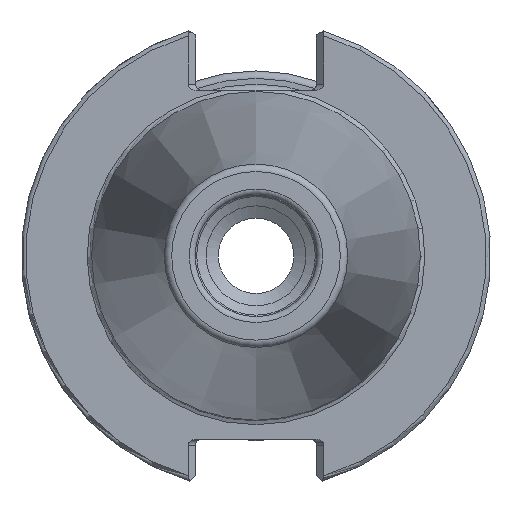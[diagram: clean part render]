
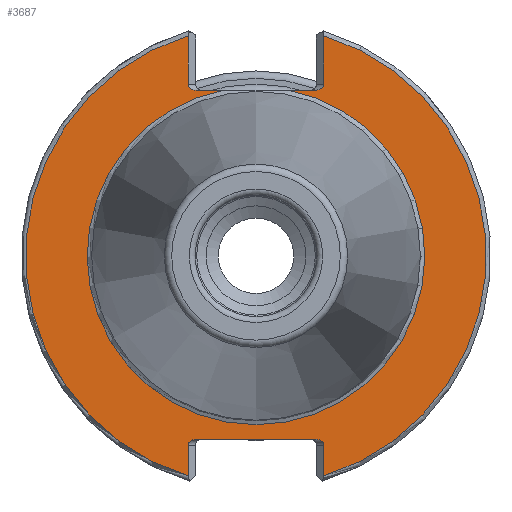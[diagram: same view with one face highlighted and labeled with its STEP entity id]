
A CAD part, left-side view. The second image highlights one B-rep face of the part: STEP entity #3687.
In plain terms, the highlighted planar face has unit normal (-1, 0, 0).
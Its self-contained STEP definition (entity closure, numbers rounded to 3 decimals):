
#30 = ORIENTED_EDGE ( 'NONE', *, *, #329, .F. ) ;
#83 = VERTEX_POINT ( 'NONE', #109 ) ;
#109 = CARTESIAN_POINT ( 'NONE',  ( 3.175, -9.18, 29.767 ) ) ;
#110 = CARTESIAN_POINT ( 'NONE',  ( 3.175, 8.711, -24.8 ) ) ;
#120 = CARTESIAN_POINT ( 'NONE',  ( 3.175, 9.18, -25.6 ) ) ;
#141 = VERTEX_POINT ( 'NONE', #504 ) ;
#149 = CARTESIAN_POINT ( 'NONE',  ( 3.175, 8.049, -24.8 ) ) ;
#217 = VECTOR ( 'NONE', #2207, 1000. ) ;
#286 = DIRECTION ( 'NONE',  ( 0., 0., 1. ) ) ;
#306 =( BOUNDED_CURVE ( )  B_SPLINE_CURVE ( 3, ( #414, #711, #110, #149 ),
 .UNSPECIFIED., .F., .T. ) 
 B_SPLINE_CURVE_WITH_KNOTS ( ( 4, 4 ),
 ( 3.142, 4.712 ),
 .UNSPECIFIED. ) 
 CURVE ( )  GEOMETRIC_REPRESENTATION_ITEM ( )  RATIONAL_B_SPLINE_CURVE ( ( 1., 0.805, 0.805, 1. ) ) 
 REPRESENTATION_ITEM ( '' )  );
#314 = EDGE_CURVE ( 'NONE', #506, #3546, #3923, .T. ) ;
#329 = EDGE_CURVE ( 'NONE', #506, #638, #1236, .T. ) ;
#330 = VERTEX_POINT ( 'NONE', #718 ) ;
#366 = CARTESIAN_POINT ( 'NONE',  ( 3.175, 9.18, -31.75 ) ) ;
#383 = ORIENTED_EDGE ( 'NONE', *, *, #1040, .F. ) ;
#414 = CARTESIAN_POINT ( 'NONE',  ( 3.175, 9.18, -25.6 ) ) ;
#484 = VECTOR ( 'NONE', #747, 1000. ) ;
#488 = VECTOR ( 'NONE', #2165, 1000. ) ;
#504 = CARTESIAN_POINT ( 'NONE',  ( 3.175, -9.18, -25.6 ) ) ;
#506 = VERTEX_POINT ( 'NONE', #2090 ) ;
#559 = EDGE_CURVE ( 'NONE', #1360, #83, #1282, .T. ) ;
#624 = PLANE ( 'NONE',  #2422 ) ;
#630 = DIRECTION ( 'NONE',  ( -1., 0., 0. ) ) ;
#638 = VERTEX_POINT ( 'NONE', #1879 ) ;
#711 = CARTESIAN_POINT ( 'NONE',  ( 3.175, 9.18, -25.131 ) ) ;
#718 = CARTESIAN_POINT ( 'NONE',  ( 3.175, -9.18, 23.2 ) ) ;
#747 = DIRECTION ( 'NONE',  ( 0., 1., 0. ) ) ;
#799 = VERTEX_POINT ( 'NONE', #1329 ) ;
#847 = CARTESIAN_POINT ( 'NONE',  ( 3.175, -9.18, 23.2 ) ) ;
#874 = VECTOR ( 'NONE', #3012, 1000. ) ;
#877 = CARTESIAN_POINT ( 'NONE',  ( 3.175, -9.18, -31.75 ) ) ;
#889 = CARTESIAN_POINT ( 'NONE',  ( 3.175, -9.18, -25.131 ) ) ;
#942 = CARTESIAN_POINT ( 'NONE',  ( 3.175, -8.711, -24.8 ) ) ;
#981 = CARTESIAN_POINT ( 'NONE',  ( 3.175, 0., 0. ) ) ;
#1040 = EDGE_CURVE ( 'NONE', #330, #83, #2858, .T. ) ;
#1132 = DIRECTION ( 'NONE',  ( 0., -1., 0. ) ) ;
#1206 = ORIENTED_EDGE ( 'NONE', *, *, #3013, .T. ) ;
#1236 = LINE ( 'NONE', #1601, #217 ) ;
#1282 = CIRCLE ( 'NONE', #1844, 31.15 ) ;
#1329 = CARTESIAN_POINT ( 'NONE',  ( 3.175, -8.049, -24.8 ) ) ;
#1360 = VERTEX_POINT ( 'NONE', #2793 ) ;
#1374 = VERTEX_POINT ( 'NONE', #1545 ) ;
#1403 = VECTOR ( 'NONE', #1132, 1000. ) ;
#1440 = AXIS2_PLACEMENT_3D ( 'NONE', #2535, #1979, #3524 ) ;
#1468 =( BOUNDED_CURVE ( )  B_SPLINE_CURVE ( 3, ( #3706, #942, #889, #2744 ),
 .UNSPECIFIED., .F., .T. ) 
 B_SPLINE_CURVE_WITH_KNOTS ( ( 4, 4 ),
 ( 4.712, 6.283 ),
 .UNSPECIFIED. ) 
 CURVE ( )  GEOMETRIC_REPRESENTATION_ITEM ( )  RATIONAL_B_SPLINE_CURVE ( ( 1., 0.805, 0.805, 1. ) ) 
 REPRESENTATION_ITEM ( '' )  );
#1500 = CARTESIAN_POINT ( 'NONE',  ( 3.175, 9.18, 23.2 ) ) ;
#1532 = LINE ( 'NONE', #2555, #484 ) ;
#1545 = CARTESIAN_POINT ( 'NONE',  ( 3.175, 8.049, -24.8 ) ) ;
#1550 = DIRECTION ( 'NONE',  ( 0., 0., -1. ) ) ;
#1601 = CARTESIAN_POINT ( 'NONE',  ( 3.175, 9.18, 0. ) ) ;
#1712 = ORIENTED_EDGE ( 'NONE', *, *, #3113, .T. ) ;
#1720 = ORIENTED_EDGE ( 'NONE', *, *, #1928, .T. ) ;
#1767 = CARTESIAN_POINT ( 'NONE',  ( 3.175, 8.711, 22.4 ) ) ;
#1844 = AXIS2_PLACEMENT_3D ( 'NONE', #2803, #630, #286 ) ;
#1845 = DIRECTION ( 'NONE',  ( 1., 0., 0. ) ) ;
#1876 = VERTEX_POINT ( 'NONE', #3767 ) ;
#1879 = CARTESIAN_POINT ( 'NONE',  ( 3.175, 9.18, 23.2 ) ) ;
#1881 = ORIENTED_EDGE ( 'NONE', *, *, #2433, .T. ) ;
#1924 = VERTEX_POINT ( 'NONE', #3127 ) ;
#1928 = EDGE_CURVE ( 'NONE', #3546, #4025, #3669, .T. ) ;
#1933 = ORIENTED_EDGE ( 'NONE', *, *, #2418, .T. ) ;
#1961 =( BOUNDED_CURVE ( )  B_SPLINE_CURVE ( 3, ( #847, #3955, #2070, #2086 ),
 .UNSPECIFIED., .F., .F. ) 
 B_SPLINE_CURVE_WITH_KNOTS ( ( 4, 4 ),
 ( 3.142, 4.712 ),
 .UNSPECIFIED. ) 
 CURVE ( )  GEOMETRIC_REPRESENTATION_ITEM ( )  RATIONAL_B_SPLINE_CURVE ( ( 1., 0.805, 0.805, 1. ) ) 
 REPRESENTATION_ITEM ( '' )  );
#1968 = DIRECTION ( 'NONE',  ( 0., 1., 0. ) ) ;
#1979 = DIRECTION ( 'NONE',  ( -1., 0., 0. ) ) ;
#1998 = CARTESIAN_POINT ( 'NONE',  ( 3.175, 22.825, 22.4 ) ) ;
#2026 = CARTESIAN_POINT ( 'NONE',  ( 3.175, -9.18, -24.8 ) ) ;
#2032 = VECTOR ( 'NONE', #3083, 1000. ) ;
#2042 = AXIS2_PLACEMENT_3D ( 'NONE', #981, #3133, #3107 ) ;
#2070 = CARTESIAN_POINT ( 'NONE',  ( 3.175, -8.711, 22.4 ) ) ;
#2075 = VERTEX_POINT ( 'NONE', #3334 ) ;
#2086 = CARTESIAN_POINT ( 'NONE',  ( 3.175, -8.049, 22.4 ) ) ;
#2090 = CARTESIAN_POINT ( 'NONE',  ( 3.175, 9.18, 29.767 ) ) ;
#2129 = CARTESIAN_POINT ( 'NONE',  ( 3.175, 22.825, 0. ) ) ;
#2136 = CARTESIAN_POINT ( 'NONE',  ( 3.175, -9.18, 0. ) ) ;
#2165 = DIRECTION ( 'NONE',  ( 0., 0., 1. ) ) ;
#2190 = EDGE_CURVE ( 'NONE', #330, #1876, #1961, .T. ) ;
#2204 = ORIENTED_EDGE ( 'NONE', *, *, #559, .T. ) ;
#2207 = DIRECTION ( 'NONE',  ( 0., 0., -1. ) ) ;
#2383 = CARTESIAN_POINT ( 'NONE',  ( 3.175, 9.18, 22.731 ) ) ;
#2400 = VECTOR ( 'NONE', #1968, 1000. ) ;
#2418 = EDGE_CURVE ( 'NONE', #2075, #2773, #2443, .T. ) ;
#2422 = AXIS2_PLACEMENT_3D ( 'NONE', #2129, #1845, #1550 ) ;
#2433 = EDGE_CURVE ( 'NONE', #4025, #1374, #306, .T. ) ;
#2443 = LINE ( 'NONE', #1998, #2400 ) ;
#2535 = CARTESIAN_POINT ( 'NONE',  ( 3.175, 0., 0. ) ) ;
#2555 = CARTESIAN_POINT ( 'NONE',  ( 3.175, 22.825, 22.4 ) ) ;
#2635 = EDGE_CURVE ( 'NONE', #1374, #799, #3372, .T. ) ;
#2741 = CARTESIAN_POINT ( 'NONE',  ( 3.175, 8.049, 22.4 ) ) ;
#2744 = CARTESIAN_POINT ( 'NONE',  ( 3.175, -9.18, -25.6 ) ) ;
#2773 = VERTEX_POINT ( 'NONE', #2741 ) ;
#2793 = CARTESIAN_POINT ( 'NONE',  ( 3.175, -9.18, -29.767 ) ) ;
#2803 = CARTESIAN_POINT ( 'NONE',  ( 3.175, 0., 0. ) ) ;
#2823 = EDGE_LOOP ( 'NONE', ( #1720, #1881, #3949, #1712, #3835, #2204, #383, #3002, #1206, #2925, #1933, #3424, #30, #3195 ) ) ;
#2834 = EDGE_CURVE ( 'NONE', #1360, #141, #3123, .T. ) ;
#2858 = LINE ( 'NONE', #2136, #2032 ) ;
#2886 =( BOUNDED_CURVE ( )  B_SPLINE_CURVE ( 3, ( #3606, #1767, #2383, #1500 ),
 .UNSPECIFIED., .F., .F. ) 
 B_SPLINE_CURVE_WITH_KNOTS ( ( 4, 4 ),
 ( 4.712, 6.283 ),
 .UNSPECIFIED. ) 
 CURVE ( )  GEOMETRIC_REPRESENTATION_ITEM ( )  RATIONAL_B_SPLINE_CURVE ( ( 1., 0.805, 0.805, 1. ) ) 
 REPRESENTATION_ITEM ( '' )  );
#2919 = EDGE_CURVE ( 'NONE', #2075, #1924, #3031, .T. ) ;
#2925 = ORIENTED_EDGE ( 'NONE', *, *, #2919, .F. ) ;
#3002 = ORIENTED_EDGE ( 'NONE', *, *, #2190, .T. ) ;
#3012 = DIRECTION ( 'NONE',  ( 0., 0., 1. ) ) ;
#3013 = EDGE_CURVE ( 'NONE', #1876, #1924, #1532, .T. ) ;
#3031 = CIRCLE ( 'NONE', #2042, 22.825 ) ;
#3042 = EDGE_CURVE ( 'NONE', #2773, #638, #2886, .T. ) ;
#3083 = DIRECTION ( 'NONE',  ( 0., 0., 1. ) ) ;
#3107 = DIRECTION ( 'NONE',  ( 0., 0., 1. ) ) ;
#3113 = EDGE_CURVE ( 'NONE', #799, #141, #1468, .T. ) ;
#3123 = LINE ( 'NONE', #877, #874 ) ;
#3127 = CARTESIAN_POINT ( 'NONE',  ( 3.175, -4.384, 22.4 ) ) ;
#3133 = DIRECTION ( 'NONE',  ( -1., 0., 0. ) ) ;
#3195 = ORIENTED_EDGE ( 'NONE', *, *, #314, .T. ) ;
#3334 = CARTESIAN_POINT ( 'NONE',  ( 3.175, 4.384, 22.4 ) ) ;
#3372 = LINE ( 'NONE', #2026, #1403 ) ;
#3424 = ORIENTED_EDGE ( 'NONE', *, *, #3042, .T. ) ;
#3524 = DIRECTION ( 'NONE',  ( 0., 0., 1. ) ) ;
#3546 = VERTEX_POINT ( 'NONE', #3646 ) ;
#3606 = CARTESIAN_POINT ( 'NONE',  ( 3.175, 8.049, 22.4 ) ) ;
#3646 = CARTESIAN_POINT ( 'NONE',  ( 3.175, 9.18, -29.767 ) ) ;
#3669 = LINE ( 'NONE', #366, #488 ) ;
#3687 = ADVANCED_FACE ( 'NONE', ( #3962 ), #624, .F. ) ;
#3706 = CARTESIAN_POINT ( 'NONE',  ( 3.175, -8.049, -24.8 ) ) ;
#3767 = CARTESIAN_POINT ( 'NONE',  ( 3.175, -8.049, 22.4 ) ) ;
#3835 = ORIENTED_EDGE ( 'NONE', *, *, #2834, .F. ) ;
#3923 = CIRCLE ( 'NONE', #1440, 31.15 ) ;
#3949 = ORIENTED_EDGE ( 'NONE', *, *, #2635, .T. ) ;
#3955 = CARTESIAN_POINT ( 'NONE',  ( 3.175, -9.18, 22.731 ) ) ;
#3962 = FACE_OUTER_BOUND ( 'NONE', #2823, .T. ) ;
#4025 = VERTEX_POINT ( 'NONE', #120 ) ;
